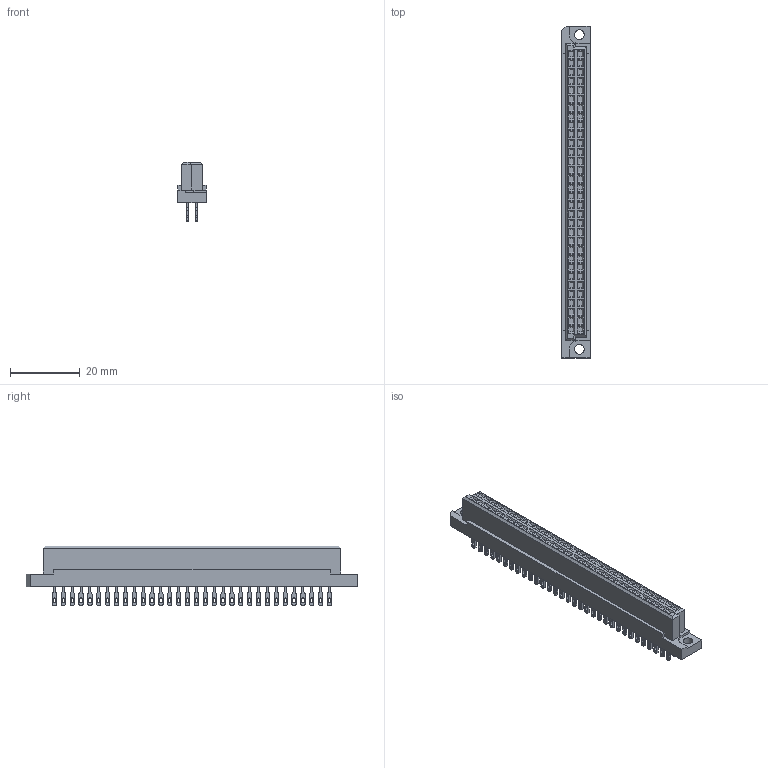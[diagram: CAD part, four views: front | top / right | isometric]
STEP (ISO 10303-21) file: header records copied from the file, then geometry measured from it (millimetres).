
FILE_DESCRIPTION(/* description */ (''),/* implementation_level */ '2;1');
FILE_NAME(/* name */ '100537903ugm000_d.stp',/* time_stamp */ '2016-11-21T14:21:40+01:00',/* author */ (''),/* organization */ (''),/* preprocessor_version */ 'ST-DEVELOPER v16',/* originating_system */ 'SIEMENS PLM Software NX 10.0',/* authorisation */ '');
FILE_SCHEMA (('AUTOMOTIVE_DESIGN { 1 0 10303 214 3 1 1 1 }'));
Length unit declared in the file: millimetre
Products named in the file (1): 100537903ugm000_d
Bounding box: 8.1 x 95 x 17.1 mm (x, y, z)
Volume: 7009.4 mm3; surface area: 5409.7 mm2
Topology: 1 solids, 1 shells, 1195 faces, 3183 edges, 2118 vertices
Faces by surface type: plane 871, cylinder 324
Full cylindrical faces by diameter (mm): 2.8 x2
Entity records: 43110 total; most frequent: CARTESIAN_POINT 6497, ORIENTED_EDGE 6366, DIRECTION 6223, EDGE_CURVE 3183, LINE 2535, VECTOR 2535, VERTEX_POINT 2118, AXIS2_PLACEMENT_3D 1844
